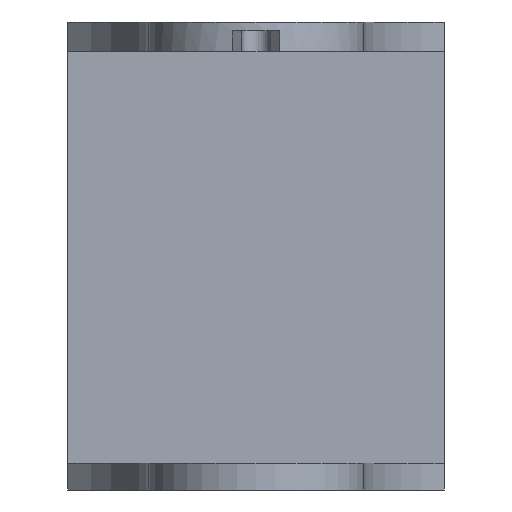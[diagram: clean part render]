
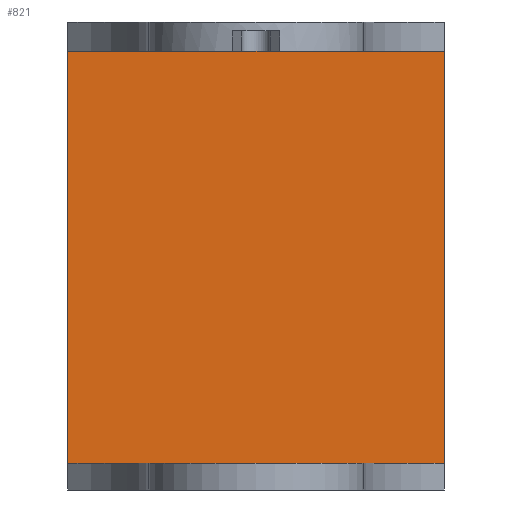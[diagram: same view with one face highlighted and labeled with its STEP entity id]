
A CAD part, left-side view. The second image highlights one B-rep face of the part: STEP entity #821.
In plain terms, the highlighted planar face has unit normal (-1, 0, 0).
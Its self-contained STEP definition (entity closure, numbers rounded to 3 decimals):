
#24=PLANE('',#896);
#56=FACE_OUTER_BOUND('',#102,.T.);
#102=EDGE_LOOP('',(#614,#615,#616,#617));
#201=LINE('',#1282,#291);
#207=LINE('',#1300,#297);
#208=LINE('',#1301,#298);
#209=LINE('',#1302,#299);
#291=VECTOR('',#1018,10.);
#297=VECTOR('',#1036,10.);
#298=VECTOR('',#1037,10.);
#299=VECTOR('',#1038,10.);
#391=VERTEX_POINT('',#1279);
#392=VERTEX_POINT('',#1281);
#396=VERTEX_POINT('',#1293);
#398=VERTEX_POINT('',#1299);
#475=EDGE_CURVE('',#392,#391,#201,.T.);
#484=EDGE_CURVE('',#396,#398,#207,.T.);
#485=EDGE_CURVE('',#392,#396,#208,.T.);
#486=EDGE_CURVE('',#398,#391,#209,.T.);
#614=ORIENTED_EDGE('',*,*,#484,.F.);
#615=ORIENTED_EDGE('',*,*,#485,.F.);
#616=ORIENTED_EDGE('',*,*,#475,.T.);
#617=ORIENTED_EDGE('',*,*,#486,.F.);
#821=ADVANCED_FACE('',(#56),#24,.T.);
#896=AXIS2_PLACEMENT_3D('',#1298,#1034,#1035);
#1018=DIRECTION('',(0.,-1.,0.));
#1034=DIRECTION('center_axis',(-1.,0.,0.));
#1035=DIRECTION('ref_axis',(0.,1.,0.));
#1036=DIRECTION('',(0.,-1.,0.));
#1037=DIRECTION('',(0.,0.,1.));
#1038=DIRECTION('',(0.,0.,-1.));
#1279=CARTESIAN_POINT('',(75.6,-21.015,-40.25));
#1281=CARTESIAN_POINT('',(75.6,21.015,-40.25));
#1282=CARTESIAN_POINT('',(75.6,-6.4,-40.25));
#1293=CARTESIAN_POINT('',(75.6,21.015,5.75));
#1298=CARTESIAN_POINT('Origin',(75.6,-6.4,5.75));
#1299=CARTESIAN_POINT('',(75.6,-21.015,5.75));
#1300=CARTESIAN_POINT('',(75.6,-6.4,5.75));
#1301=CARTESIAN_POINT('',(75.6,21.015,-41.75));
#1302=CARTESIAN_POINT('',(75.6,-21.015,-17.125));
